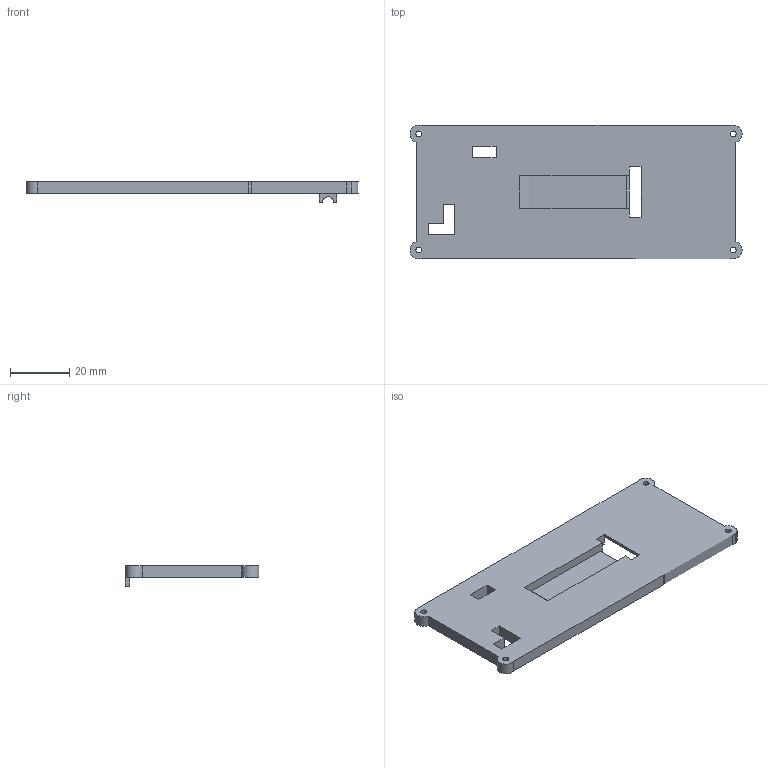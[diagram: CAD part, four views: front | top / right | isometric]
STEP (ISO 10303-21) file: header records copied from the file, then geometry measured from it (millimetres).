
FILE_DESCRIPTION(/* description */ (''),/* implementation_level */ '2;1');
FILE_NAME(/* name */ 'gpstracker_displej_kryt.step',/* time_stamp */ '2025-06-19T17:26:29+02:00',/* author */ (''),/* organization */ (''),/* preprocessor_version */ 'ST-DEVELOPER v20.1',/* originating_system */ 'Autodesk Translation Framework v14.10.0.0',/* authorisation */ '');
FILE_SCHEMA (('AUTOMOTIVE_DESIGN { 1 0 10303 214 3 1 1 }'));
Length unit declared in the file: millimetre
Products named in the file (1): GPSLogger
Bounding box: 112.23 x 45.24 x 7 mm (x, y, z)
Volume: 15396.9 mm3; surface area: 11687 mm2
Topology: 1 solids, 1 shells, 57 faces, 161 edges, 106 vertices
Faces by surface type: plane 46, cylinder 11
Full cylindrical faces by diameter (mm): 2 x4
Entity records: 1907 total; most frequent: CARTESIAN_POINT 325, ORIENTED_EDGE 322, DIRECTION 299, EDGE_CURVE 161, LINE 139, VECTOR 139, VERTEX_POINT 106, AXIS2_PLACEMENT_3D 80
